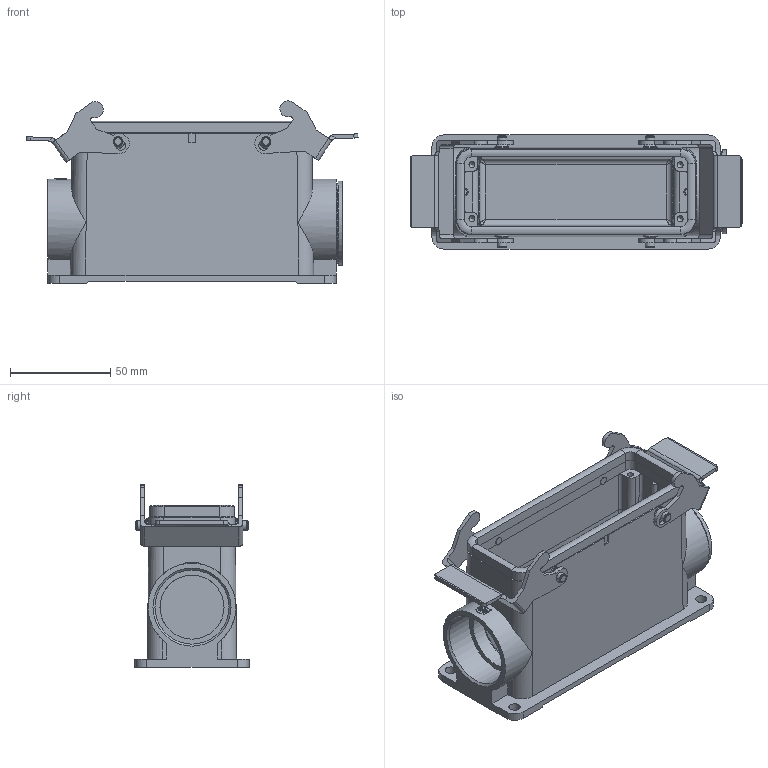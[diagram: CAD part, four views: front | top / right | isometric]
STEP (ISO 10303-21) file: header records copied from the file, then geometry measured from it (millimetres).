
FILE_DESCRIPTION((''),'2;1');
FILE_NAME('04300240231.stp','2020-07-08T07:49:20',('e.eickhoff'),(''),'Autodesk Inventor 2012','Autodesk Inventor 2012','');
FILE_SCHEMA(('AUTOMOTIVE_DESIGN { 1 0 10303 214 1 1 1 1 }'));
Length unit declared in the file: millimetre
Products named in the file (4): 04300240231; Metallbügel Quer; KBR29
Assembly tree (4 placements, depth 2):
  04300240231
    04300240231
    Metallbügel Quer  x2
    KBR29
Bounding box: 165.91 x 57 x 91.07 mm (x, y, z)
Volume: 167481.6 mm3; surface area: 82108.5 mm2
Topology: 4 solids, 4 shells, 434 faces, 1143 edges, 739 vertices
Faces by surface type: plane 241, cylinder 148, cone 18, torus 17, bspline 6, sphere 4
Full cylindrical faces by diameter (mm): 0.66 x1, 0.78 x1, 3 x4, 4 x4, 4.8 x4, 5.6 x4, 7 x4, 32 x2, 37 x3, 40 x1, 42 x1
Entity records: 12826 total; most frequent: CARTESIAN_POINT 3214, DIRECTION 1993, ORIENTED_EDGE 1832, EDGE_CURVE 916, AXIS2_PLACEMENT_3D 730, VERTEX_POINT 621, VECTOR 533, LINE 533
